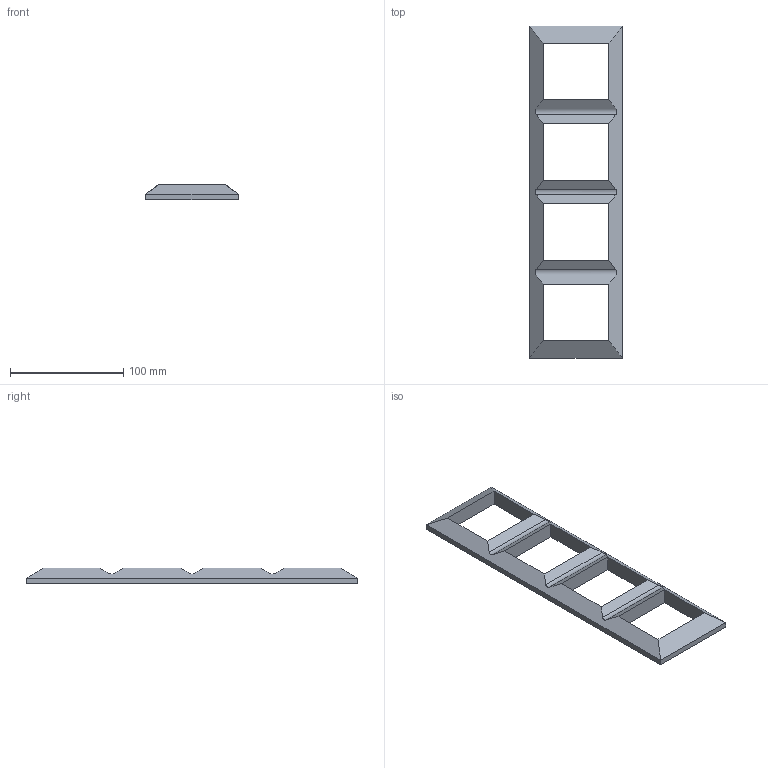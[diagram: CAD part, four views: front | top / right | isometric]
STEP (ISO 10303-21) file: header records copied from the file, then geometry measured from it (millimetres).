
FILE_DESCRIPTION (( 'STEP AP203' ), '1' );
FILE_NAME ('EMK41-K01-DM ÐÂ-4-ÊÁ Ðàìêà 4ìåñòí. âåðò. ÊÂÀÐÒÀ (áåëûé).STEP', '2016-11-23T11:16:00', ( '' ), ( '' ), 'SwSTEP 2.0', 'SolidWorks 2014', '' );
FILE_SCHEMA (( 'CONFIG_CONTROL_DESIGN' ));
Length unit declared in the file: millimetre
Products named in the file (1): EMK41-K01-DM ÐÂ-4-ÊÁ Ðàìêà 4ìåñòí. âåðò. ÊÂÀÐÒÀ (áåëûé)
Bounding box: 81.5 x 293.5 x 14 mm (x, y, z)
Volume: 41817.3 mm3; surface area: 58150.7 mm2
Topology: 1 solids, 1 shells, 71 faces, 202 edges, 130 vertices
Faces by surface type: plane 65, cylinder 6
Entity records: 2342 total; most frequent: CARTESIAN_POINT 455, ORIENTED_EDGE 404, DIRECTION 329, EDGE_CURVE 202, VECTOR 185, LINE 185, VERTEX_POINT 130, EDGE_LOOP 76
